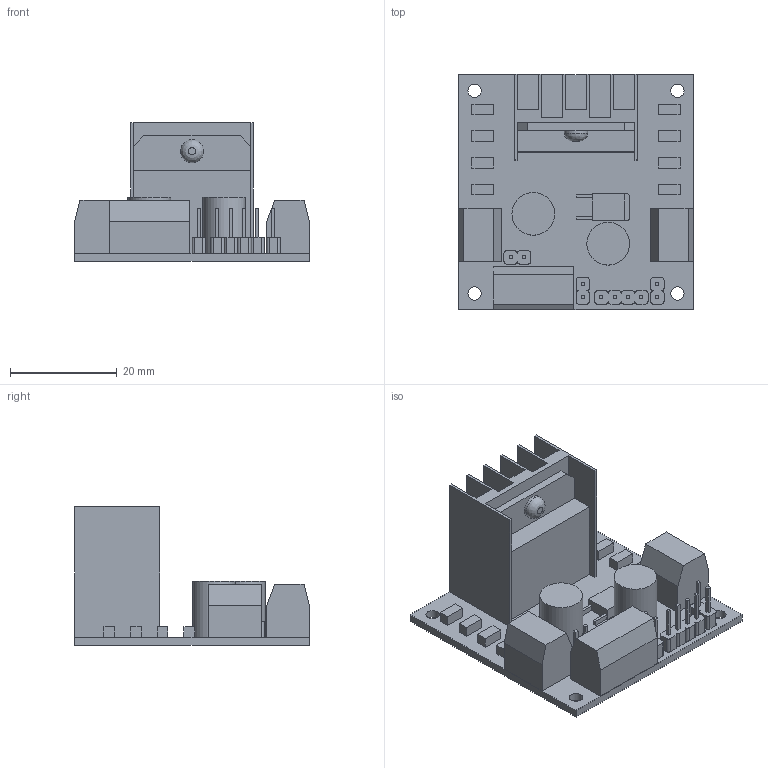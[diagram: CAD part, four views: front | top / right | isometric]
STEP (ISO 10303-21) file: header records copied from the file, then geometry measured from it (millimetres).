
FILE_DESCRIPTION(/* description */ (''),/* implementation_level */ '2;1');
FILE_NAME(/* name */ 'H-Bridge.step',/* time_stamp */ '2020-09-29T13:42:02+02:00',/* author */ (''),/* organization */ (''),/* preprocessor_version */ 'ST-DEVELOPER v18.1',/* originating_system */ 'Autodesk Translation Framework v9.3.0.1241',/* authorisation */ '');
FILE_SCHEMA (('AUTOMOTIVE_DESIGN { 1 0 10303 214 3 1 1 }'));
Length unit declared in the file: millimetre
Products named in the file (1): H-Bridge
Bounding box: 44 x 44 x 26 mm (x, y, z)
Volume: 10827 mm3; surface area: 11653.2 mm2
Topology: 30 solids, 30 shells, 281 faces, 660 edges, 440 vertices
Faces by surface type: plane 231, cylinder 49, bspline 1
Full cylindrical faces by diameter (mm): 2.5 x4, 4.338 x1, 8 x2
Entity records: 8043 total; most frequent: CARTESIAN_POINT 1408, DIRECTION 1323, ORIENTED_EDGE 1320, EDGE_CURVE 660, LINE 559, VECTOR 559, VERTEX_POINT 440, AXIS2_PLACEMENT_3D 382
